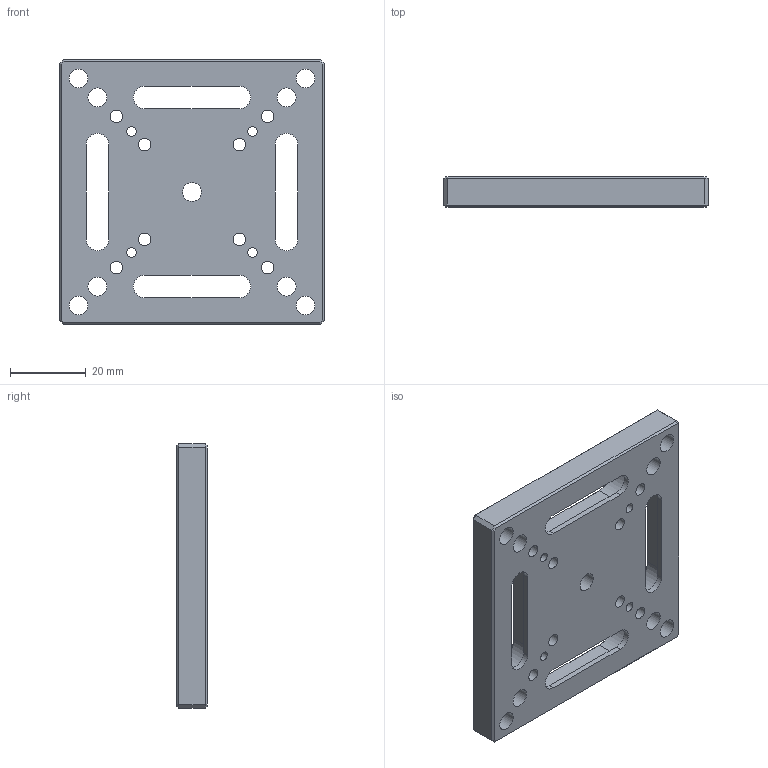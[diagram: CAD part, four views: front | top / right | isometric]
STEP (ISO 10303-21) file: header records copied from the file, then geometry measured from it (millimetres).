
FILE_DESCRIPTION (( 'STEP AP203' ), '1' );
FILE_NAME ('70-70-8-蛌諉啣.STEP', '2025-05-19T03:26:58', ( 'Windows User' ), ( 'P R C' ), 'SwSTEP 2.0', 'SolidWorks 2020', '' );
FILE_SCHEMA (( 'CONFIG_CONTROL_DESIGN' ));
Length unit declared in the file: millimetre
Products named in the file (1): 70-70-8-蛌諉啣
Bounding box: 70 x 8 x 70 mm (x, y, z)
Volume: 26267.1 mm3; surface area: 14444.7 mm2
Topology: 1 solids, 1 shells, 120 faces, 289 edges, 175 vertices
Faces by surface type: plane 54, cylinder 37, cone 29
Full cylindrical faces by diameter (mm): 2.5 x4, 3.3 x8, 5 x9
Entity records: 3419 total; most frequent: DIRECTION 592, CARTESIAN_POINT 543, ORIENTED_EDGE 494, EDGE_CURVE 247, AXIS2_PLACEMENT_3D 224, EDGE_LOOP 216, VERTEX_POINT 175, LINE 144
